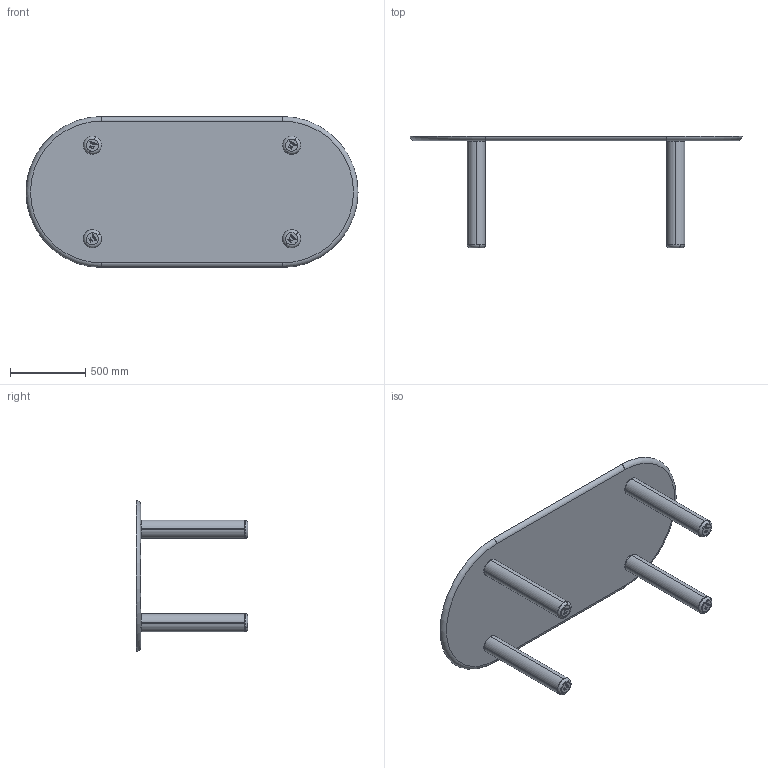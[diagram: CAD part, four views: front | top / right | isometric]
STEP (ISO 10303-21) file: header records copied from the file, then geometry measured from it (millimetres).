
FILE_DESCRIPTION (( 'STEP AP214' ), '1' );
FILE_NAME ('ECLIPSO BIG DINING TABLE.STEP', '2025-10-06T15:51:12', ( '' ), ( '' ), 'SwSTEP 2.0', 'SolidWorks 2022', '' );
FILE_SCHEMA (( 'AUTOMOTIVE_DESIGN' ));
Length unit declared in the file: millimetre
Products named in the file (7): PN-533-02-02-10-F270325-ECLIPSO CHAPA UNIÓN SOBRE; PN-533-02-02-02-F301024-EXPLORER TABLE TOP 2200; PN-533-02-01-02-F040425-PATA ALUMINIO_DINING TABLES; TOR-D7505-a-525; studbolt_din_PreviewCfg; ECLIPSO BIG DINING TABLE; PN-533-02-02-05-F110425-EXPLORER TABLE CONTERA_v4
Assembly tree (29 placements, depth 2):
  ECLIPSO BIG DINING TABLE
    PN-533-02-02-02-F301024-EXPLORER TABLE TOP 2200
    PN-533-02-02-10-F270325-ECLIPSO CHAPA UNIÓN SOBRE  x4
    PN-533-02-01-02-F040425-PATA ALUMINIO_DINING TABLES  x4
    PN-533-02-02-05-F110425-EXPLORER TABLE CONTERA_v4  x4
    studbolt_din_PreviewCfg  x4
    TOR-D7505-a-525  x12
Bounding box: 2200 x 740 x 1000 mm (x, y, z)
Volume: 63063222.5 mm3; surface area: 7085394.7 mm2
Topology: 37 solids, 37 shells, 2314 faces, 5916 edges, 3820 vertices
Faces by surface type: plane 1410, cylinder 390, bspline 304, cone 120, torus 62, sphere 28
Entity records: 17632 total; most frequent: CARTESIAN_POINT 4019, ORIENTED_EDGE 2794, DIRECTION 2556, EDGE_CURVE 1397, LINE 970, VECTOR 970, VERTEX_POINT 912, AXIS2_PLACEMENT_3D 793
